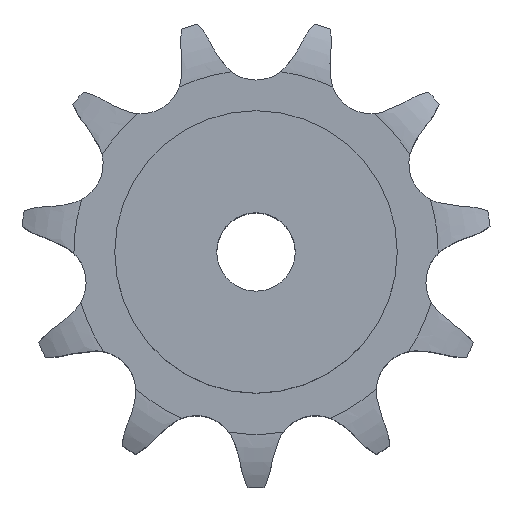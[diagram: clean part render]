
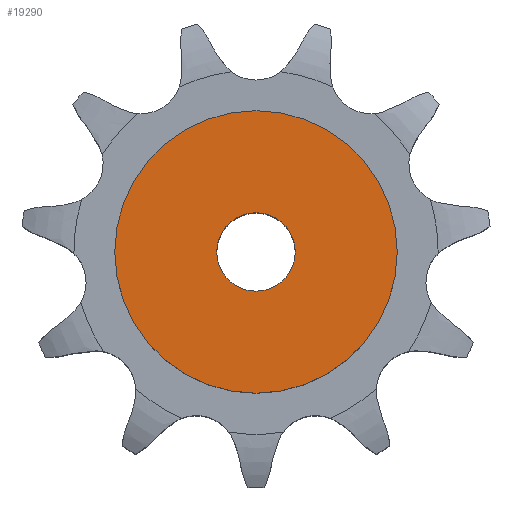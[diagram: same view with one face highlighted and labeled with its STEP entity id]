
A CAD part, top view. The second image highlights one B-rep face of the part: STEP entity #19290.
In plain terms, the highlighted planar face has unit normal (0, 0, 1).
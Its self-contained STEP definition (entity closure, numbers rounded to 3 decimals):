
#10426 = CYLINDRICAL_SURFACE('',#10427,12.5);
#10427 = AXIS2_PLACEMENT_3D('',#10428,#10429,#10430);
#10428 = CARTESIAN_POINT('',(0.,0.,265.013));
#10429 = DIRECTION('',(0.,0.,1.));
#10430 = DIRECTION('',(1.,0.,0.));
#13211 = EDGE_CURVE('',#13212,#13212,#13214,.T.);
#13212 = VERTEX_POINT('',#13213);
#13213 = CARTESIAN_POINT('',(12.5,0.,100.));
#13214 = SURFACE_CURVE('',#13215,(#13220,#13227),.PCURVE_S1.);
#13215 = CIRCLE('',#13216,12.5);
#13216 = AXIS2_PLACEMENT_3D('',#13217,#13218,#13219);
#13217 = CARTESIAN_POINT('',(0.,0.,100.));
#13218 = DIRECTION('',(0.,0.,1.));
#13219 = DIRECTION('',(1.,0.,0.));
#13220 = PCURVE('',#10426,#13221);
#13221 = DEFINITIONAL_REPRESENTATION('',(#13222),#13226);
#13222 = LINE('',#13223,#13224);
#13223 = CARTESIAN_POINT('',(0.,-165.013));
#13224 = VECTOR('',#13225,1.);
#13225 = DIRECTION('',(1.,0.));
#13226 = ( GEOMETRIC_REPRESENTATION_CONTEXT(2) 
PARAMETRIC_REPRESENTATION_CONTEXT() REPRESENTATION_CONTEXT('2D SPACE',''
  ) );
#13227 = PCURVE('',#13228,#13233);
#13228 = PLANE('',#13229);
#13229 = AXIS2_PLACEMENT_3D('',#13230,#13231,#13232);
#13230 = CARTESIAN_POINT('',(0.,0.,100.)
  );
#13231 = DIRECTION('',(0.,0.,1.));
#13232 = DIRECTION('',(1.,0.,0.));
#13233 = DEFINITIONAL_REPRESENTATION('',(#13234),#13238);
#13234 = CIRCLE('',#13235,12.5);
#13235 = AXIS2_PLACEMENT_2D('',#13236,#13237);
#13236 = CARTESIAN_POINT('',(0.,0.));
#13237 = DIRECTION('',(1.,0.));
#13238 = ( GEOMETRIC_REPRESENTATION_CONTEXT(2) 
PARAMETRIC_REPRESENTATION_CONTEXT() REPRESENTATION_CONTEXT('2D SPACE',''
  ) );
#19290 = ADVANCED_FACE('',(#19291,#19322),#13228,.T.);
#19291 = FACE_BOUND('',#19292,.T.);
#19292 = EDGE_LOOP('',(#19293));
#19293 = ORIENTED_EDGE('',*,*,#19294,.T.);
#19294 = EDGE_CURVE('',#19295,#19295,#19297,.T.);
#19295 = VERTEX_POINT('',#19296);
#19296 = CARTESIAN_POINT('',(45.,0.,100.));
#19297 = SURFACE_CURVE('',#19298,(#19303,#19310),.PCURVE_S1.);
#19298 = CIRCLE('',#19299,45.);
#19299 = AXIS2_PLACEMENT_3D('',#19300,#19301,#19302);
#19300 = CARTESIAN_POINT('',(0.,0.,100.));
#19301 = DIRECTION('',(0.,0.,1.));
#19302 = DIRECTION('',(1.,0.,0.));
#19303 = PCURVE('',#13228,#19304);
#19304 = DEFINITIONAL_REPRESENTATION('',(#19305),#19309);
#19305 = CIRCLE('',#19306,45.);
#19306 = AXIS2_PLACEMENT_2D('',#19307,#19308);
#19307 = CARTESIAN_POINT('',(0.,0.));
#19308 = DIRECTION('',(1.,0.));
#19309 = ( GEOMETRIC_REPRESENTATION_CONTEXT(2) 
PARAMETRIC_REPRESENTATION_CONTEXT() REPRESENTATION_CONTEXT('2D SPACE',''
  ) );
#19310 = PCURVE('',#19311,#19316);
#19311 = CYLINDRICAL_SURFACE('',#19312,45.);
#19312 = AXIS2_PLACEMENT_3D('',#19313,#19314,#19315);
#19313 = CARTESIAN_POINT('',(0.,0.,0.));
#19314 = DIRECTION('',(-0.,-0.,-1.));
#19315 = DIRECTION('',(1.,0.,0.));
#19316 = DEFINITIONAL_REPRESENTATION('',(#19317),#19321);
#19317 = LINE('',#19318,#19319);
#19318 = CARTESIAN_POINT('',(-0.,-100.));
#19319 = VECTOR('',#19320,1.);
#19320 = DIRECTION('',(-1.,0.));
#19321 = ( GEOMETRIC_REPRESENTATION_CONTEXT(2) 
PARAMETRIC_REPRESENTATION_CONTEXT() REPRESENTATION_CONTEXT('2D SPACE',''
  ) );
#19322 = FACE_BOUND('',#19323,.T.);
#19323 = EDGE_LOOP('',(#19324));
#19324 = ORIENTED_EDGE('',*,*,#13211,.F.);
